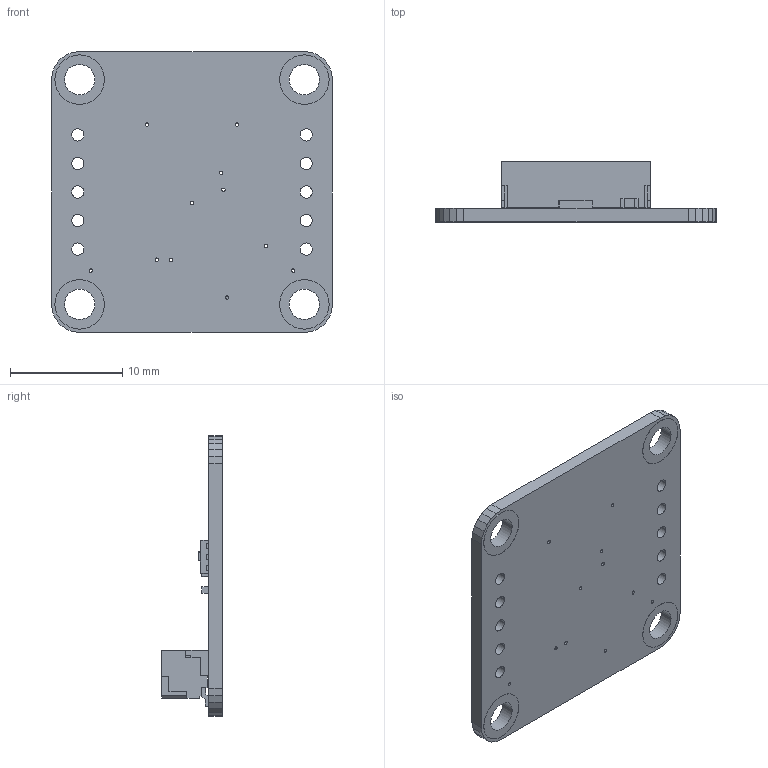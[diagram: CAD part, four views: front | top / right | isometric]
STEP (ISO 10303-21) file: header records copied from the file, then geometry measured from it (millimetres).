
FILE_DESCRIPTION (( 'STEP AP214' ), '1' );
FILE_NAME ('NSE-1135-1.step', '2020-11-24T22:27:06', ( '' ), ( '' ), 'SwSTEP 2.0', 'SolidWorks 2016', '' );
FILE_SCHEMA (( 'AUTOMOTIVE_DESIGN' ));
Length unit declared in the file: millimetre
Products named in the file (7): res_0603; CON-1012-8; dfn-6r_3x3x0.95; Board_NSE-1135-1; NSE-1135-1; cap_0603; Assem22^NSE-1135-1
Assembly tree (7 placements, depth 3):
  NSE-1135-1
    Assem22^NSE-1135-1
      Board_NSE-1135-1
      cap_0603
      CON-1012-8
      res_0603  x2
      dfn-6r_3x3x0.95
Bounding box: 25 x 5.41 x 25 mm (x, y, z)
Volume: 842.3 mm3; surface area: 1927 mm2
Topology: 6 solids, 6 shells, 596 faces, 1656 edges, 1088 vertices
Faces by surface type: plane 522, cylinder 74
Entity records: 21033 total; most frequent: CARTESIAN_POINT 3160, ORIENTED_EDGE 3112, DIRECTION 2828, EDGE_CURVE 1556, LINE 1412, VECTOR 1412, VERTEX_POINT 1024, AXIS2_PLACEMENT_3D 708
